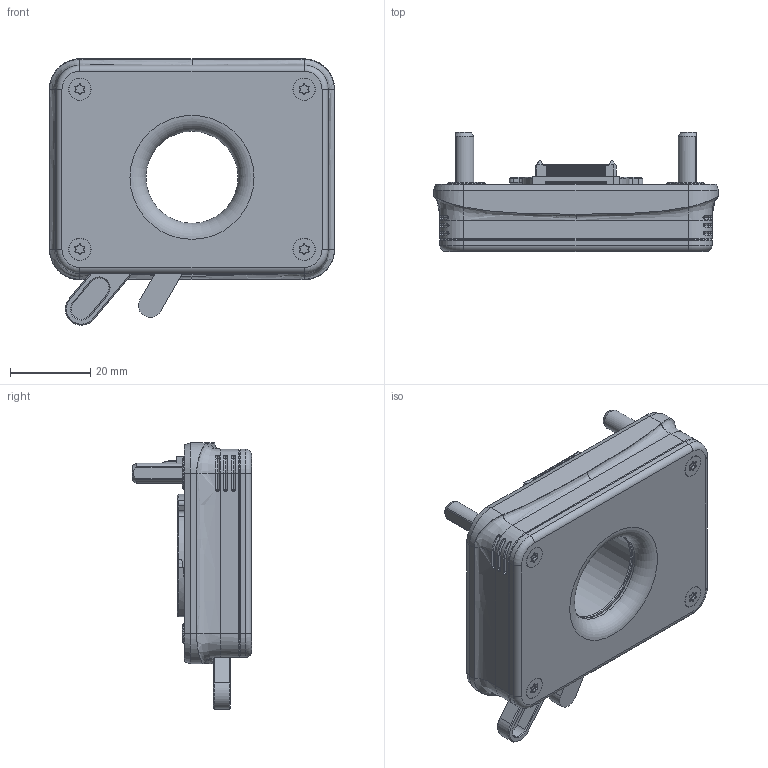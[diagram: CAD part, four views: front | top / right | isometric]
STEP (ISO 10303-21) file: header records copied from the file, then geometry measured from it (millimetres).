
FILE_DESCRIPTION(/* description */ (''),/* implementation_level */ '2;1');
FILE_NAME(/* name */ 'FPI Assembly.stp',/* time_stamp */ '2024-09-27T11:38:50+02:00',/* author */ (''),/* organization */ (''),/* preprocessor_version */ 'ST-DEVELOPER v18.102',/* originating_system */ 'SIEMENS PLM Software NX2206.1700',/* authorisation */ '');
FILE_SCHEMA (('AUTOMOTIVE_DESIGN { 1 0 10303 214 3 1 1 1 }'));
Products named in the file (14): S203-S-04-02-N_Disc magnet; S901-Loctite-495_CA glue; A002-P-SDMW-R03_Wire spring; A002-P-0KDM-R07_Pawl; S107-DIN125A-M2-PA6; S204-Alcomex-D1160; S101-ISO14581-M3x14; A002-X-9HSS-D02_FPI PCBA_FPI; A002-P-AW33-R09_FPI cover; A002-P-WEAS-R10_FPI frame; A002-P-S4ND-R08_Lock; A002-P-NMSD-R07_Base plate; A002-P-90JS-R08_Switch_ALIGN; A002-A-90HJ-R05_FPI Assembly
Assembly tree (18 placements, depth 3):
  A002-A-90HJ-R05_FPI Assembly
    A002-P-NMSD-R07_Base plate
    A002-P-90JS-R08_Switch_ALIGN
      S203-S-04-02-N_Disc magnet
      S901-Loctite-495_CA glue
    A002-P-S4ND-R08_Lock
    A002-P-WEAS-R10_FPI frame
    A002-P-AW33-R09_FPI cover
    A002-X-9HSS-D02_FPI PCBA_FPI
    S101-ISO14581-M3x14  x4
    S204-Alcomex-D1160
    S107-DIN125A-M2-PA6  x2
    A002-P-0KDM-R07_Pawl
    A002-P-SDMW-R03_Wire spring
    S901-Loctite-495_CA glue
Bounding box: 71.2 x 29.75 x 66.54 mm (x, y, z)
Volume: 36189.1 mm3; surface area: 43696.4 mm2
Topology: 51 solids, 53 shells, 3763 faces, 10070 edges, 6427 vertices
Faces by surface type: plane 2506, cylinder 843, cone 155, extrusion 109, sphere 96, bspline 34, torus 20
Full cylindrical faces by diameter (mm): 0.35 x14, 0.375 x1, 0.65 x1, 0.9 x8, 1.2 x1, 1.32 x1, 1.5 x2, 1.6 x2, 2.1 x2, 2.2 x3, 2.3 x1, 2.5 x4, 3 x2, 3.25 x2, 3.4 x8, 4 x1, 4.5 x1, 5 x5, 5.5 x4, 6.2 x4, 6.5 x4, 6.6 x4, 8 x2, 23 x2, 26.5 x1, 35 x1, 37.5 x1, 39.5 x1, 40 x1
Entity records: 130112 total; most frequent: CARTESIAN_POINT 38226, ORIENTED_EDGE 19333, DIRECTION 17641, EDGE_CURVE 9667, VECTOR 7201, LINE 7092, VERTEX_POINT 6264, AXIS2_PLACEMENT_3D 5220
